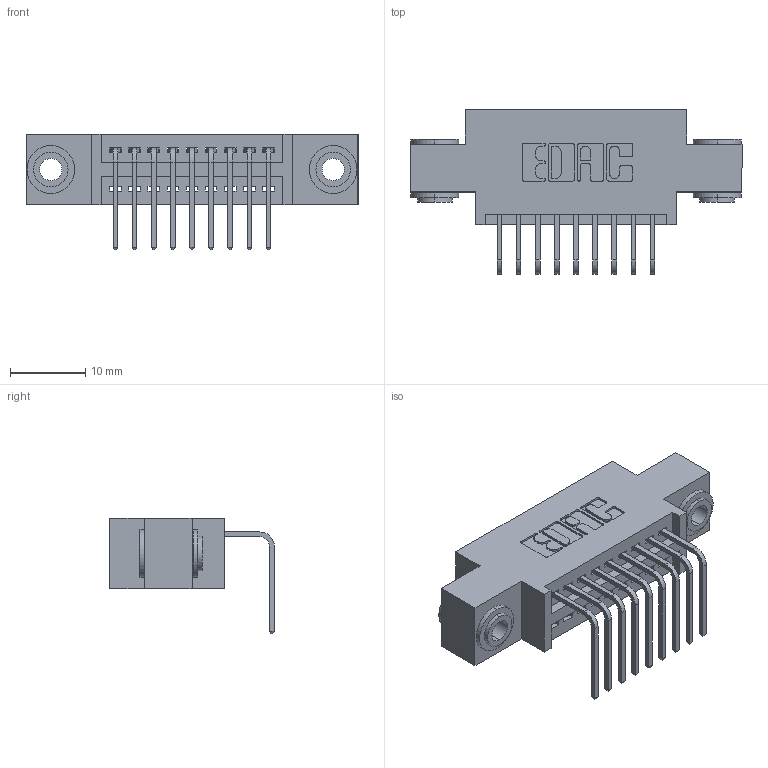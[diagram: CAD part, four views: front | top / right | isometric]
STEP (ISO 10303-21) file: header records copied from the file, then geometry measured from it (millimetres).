
FILE_DESCRIPTION (( 'STEP AP203' ), '1' );
FILE_NAME ('345-009-558-603.STEP', '2018-08-17T07:11:18', ( '' ), ( '' ), 'SwSTEP 2.0', 'SolidWorks 2016', '' );
FILE_SCHEMA (( 'CONFIG_CONTROL_DESIGN' ));
Length unit declared in the file: inch
Products named in the file (4): 345 Part_0.170 Offset - 0.156 Dia-TH; 345-292-001_558 Tail - 2; 345-250-002_345-250-002-102; 345-009-558-603
Assembly tree (12 placements, depth 2):
  345-009-558-603
    345 Part_0.170 Offset - 0.156 Dia-TH
    345-292-001_558 Tail - 2  x9
    345-250-002_345-250-002-102  x2
Bounding box: 44.07 x 21.83 x 15.37 mm (x, y, z)
Volume: 3851.4 mm3; surface area: 5186.9 mm2
Topology: 12 solids, 12 shells, 708 faces, 2067 edges, 1362 vertices
Faces by surface type: plane 472, cylinder 228, cone 8
Entity records: 12082 total; most frequent: CARTESIAN_POINT 2074, ORIENTED_EDGE 2010, DIRECTION 1889, EDGE_CURVE 1005, LINE 813, VECTOR 813, VERTEX_POINT 666, AXIS2_PLACEMENT_3D 538
